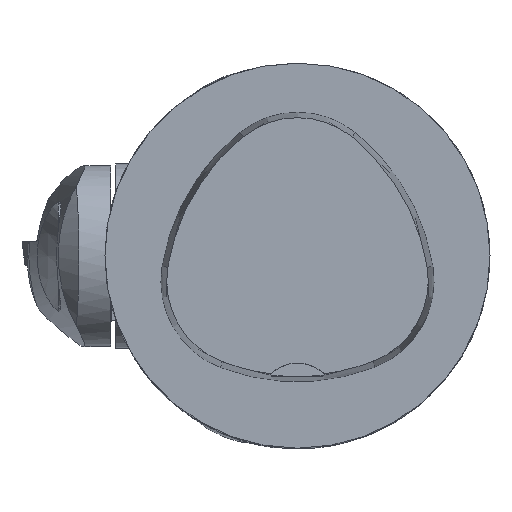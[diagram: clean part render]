
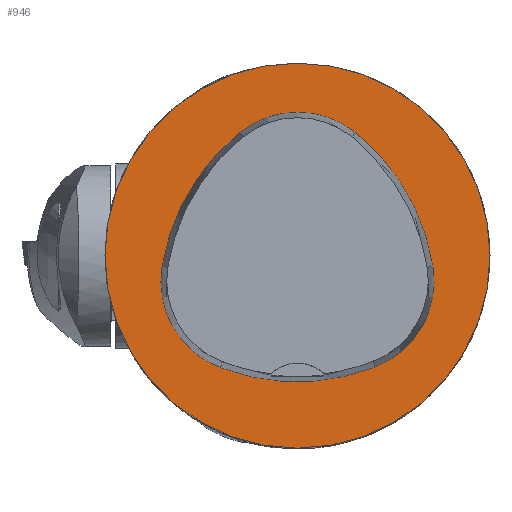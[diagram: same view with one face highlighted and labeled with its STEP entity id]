
A CAD part, top view. The second image highlights one B-rep face of the part: STEP entity #946.
In plain terms, the highlighted planar face has unit normal (0, 0, 1).
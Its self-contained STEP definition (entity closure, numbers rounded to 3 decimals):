
#376=FACE_BOUND('',#1988,.T.);
#377=FACE_BOUND('',#1989,.T.);
#486=CIRCLE('',#6968,25.);
#489=CIRCLE('',#6985,28.);
#491=CIRCLE('',#6988,12.);
#493=CIRCLE('',#6991,28.);
#495=CIRCLE('',#6994,12.);
#499=CIRCLE('',#6999,28.);
#501=CIRCLE('',#7002,12.);
#946=ADVANCED_FACE('',(#376,#377),#1322,.T.);
#1322=PLANE('',#7007);
#1988=EDGE_LOOP('',(#2514,#2515,#2516,#2517,#2518,#2519));
#1989=EDGE_LOOP('',(#2520));
#2514=ORIENTED_EDGE('',*,*,#5065,.T.);
#2515=ORIENTED_EDGE('',*,*,#5045,.T.);
#2516=ORIENTED_EDGE('',*,*,#5049,.T.);
#2517=ORIENTED_EDGE('',*,*,#5052,.T.);
#2518=ORIENTED_EDGE('',*,*,#5055,.T.);
#2519=ORIENTED_EDGE('',*,*,#5063,.T.);
#2520=ORIENTED_EDGE('',*,*,#5014,.F.);
#4356=VERTEX_POINT('',#9435);
#4387=VERTEX_POINT('',#9589);
#4388=VERTEX_POINT('',#9590);
#4391=VERTEX_POINT('',#9598);
#4393=VERTEX_POINT('',#9604);
#4395=VERTEX_POINT('',#9610);
#4402=VERTEX_POINT('',#9631);
#5014=EDGE_CURVE('',#4356,#4356,#486,.T.);
#5045=EDGE_CURVE('',#4387,#4388,#489,.T.);
#5049=EDGE_CURVE('',#4388,#4391,#491,.T.);
#5052=EDGE_CURVE('',#4391,#4393,#493,.T.);
#5055=EDGE_CURVE('',#4393,#4395,#495,.T.);
#5063=EDGE_CURVE('',#4395,#4402,#499,.T.);
#5065=EDGE_CURVE('',#4402,#4387,#501,.T.);
#6968=AXIS2_PLACEMENT_3D('',#9434,#7670,#7671);
#6985=AXIS2_PLACEMENT_3D('',#9588,#7716,#7717);
#6988=AXIS2_PLACEMENT_3D('',#9597,#7724,#7725);
#6991=AXIS2_PLACEMENT_3D('',#9603,#7731,#7732);
#6994=AXIS2_PLACEMENT_3D('',#9609,#7738,#7739);
#6999=AXIS2_PLACEMENT_3D('',#9632,#7750,#7751);
#7002=AXIS2_PLACEMENT_3D('',#9635,#7756,#7757);
#7007=AXIS2_PLACEMENT_3D('',#9640,#7766,#7767);
#7670=DIRECTION('',(0.,0.,-1.));
#7671=DIRECTION('',(-1.,0.,0.));
#7716=DIRECTION('',(0.,0.,-1.));
#7717=DIRECTION('',(-1.,0.,0.));
#7724=DIRECTION('',(0.,0.,-1.));
#7725=DIRECTION('',(-1.,0.,0.));
#7731=DIRECTION('',(0.,0.,-1.));
#7732=DIRECTION('',(-1.,0.,0.));
#7738=DIRECTION('',(0.,0.,-1.));
#7739=DIRECTION('',(-1.,0.,0.));
#7750=DIRECTION('',(0.,0.,-1.));
#7751=DIRECTION('',(-1.,0.,0.));
#7756=DIRECTION('',(0.,0.,-1.));
#7757=DIRECTION('',(-1.,0.,0.));
#7766=DIRECTION('',(0.,0.,1.));
#7767=DIRECTION('',(1.,0.,0.));
#9434=CARTESIAN_POINT('',(0.,0.,0.));
#9435=CARTESIAN_POINT('',(-25.,0.,0.));
#9588=CARTESIAN_POINT('',(10.068,-5.824,0.));
#9589=CARTESIAN_POINT('',(-17.584,-1.424,0.));
#9590=CARTESIAN_POINT('',(-7.531,15.953,0.));
#9597=CARTESIAN_POINT('',(0.011,6.62,0.));
#9598=CARTESIAN_POINT('',(7.567,15.942,0.));
#9603=CARTESIAN_POINT('',(-10.063,-5.81,0.));
#9604=CARTESIAN_POINT('',(17.59,-1.418,0.));
#9609=CARTESIAN_POINT('',(5.739,-3.3,0.));
#9610=CARTESIAN_POINT('',(10.05,-14.499,0.));
#9631=CARTESIAN_POINT('',(-10.025,-14.516,0.));
#9632=CARTESIAN_POINT('',(-0.01,11.631,0.));
#9635=CARTESIAN_POINT('',(-5.733,-3.31,0.));
#9640=CARTESIAN_POINT('',(0.,0.,0.));
